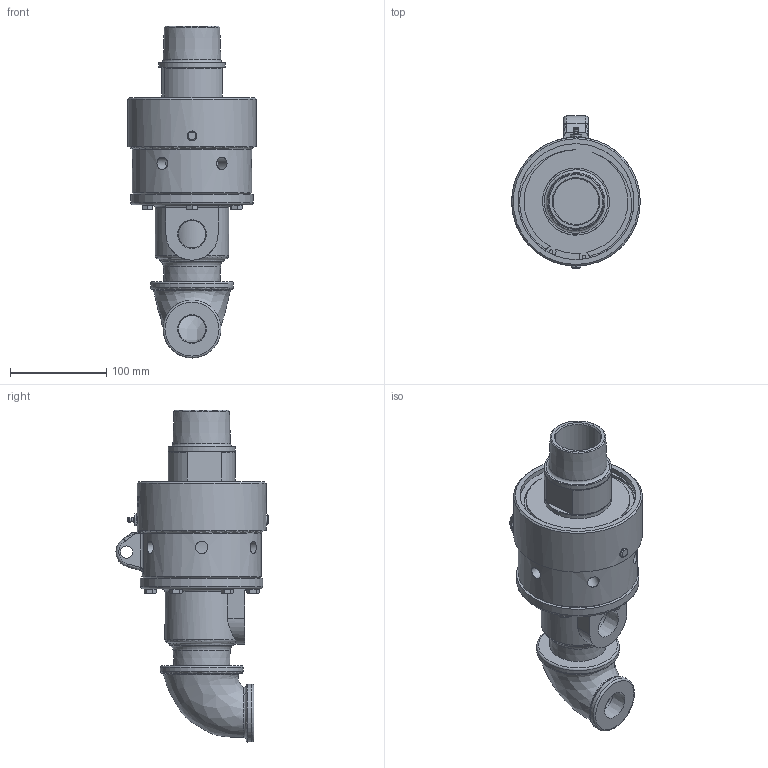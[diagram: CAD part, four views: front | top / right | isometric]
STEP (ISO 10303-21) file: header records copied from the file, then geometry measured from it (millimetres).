
FILE_DESCRIPTION(/* description */ (''),/* implementation_level */ '2;1');
FILE_NAME(/* name */ '6200-002-123-IC.stp',/* time_stamp */ '2020-05-20T15:22:11-05:00',/* author */ ('manton'),/* organization */ (''),/* preprocessor_version */ 'ST-DEVELOPER v18',/* originating_system */ 'Autodesk Inventor 2020',/* authorisation */ '');
FILE_SCHEMA (('AUTOMOTIVE_DESIGN { 1 0 10303 214 3 1 1 }'));
Products named in the file (1): 6200-002-123-IC
Bounding box: 133.4 x 157.67 x 344.18 mm (x, y, z)
Volume: 2039179.4 mm3; surface area: 169576 mm2
Topology: 2 solids, 5 shells, 625 faces, 1583 edges, 1033 vertices
Faces by surface type: bspline 226, plane 193, cylinder 125, cone 60, torus 19, sphere 2
Full cylindrical faces by diameter (mm): 3.96 x2, 4.978 x2, 6.35 x6, 10.2 x2, 11.1 x6, 12.7 x7, 28.575 x2, 47.6 x1, 60 x1, 69.5 x2, 85.73 x1, 120.14 x1, 123.8 x1, 127 x1, 133.4 x1
Entity records: 66853 total; most frequent: CARTESIAN_POINT 52680, ORIENTED_EDGE 3146, DIRECTION 2402, EDGE_CURVE 1573, VERTEX_POINT 1033, AXIS2_PLACEMENT_3D 929, EDGE_LOOP 715, FACE_OUTER_BOUND 625
